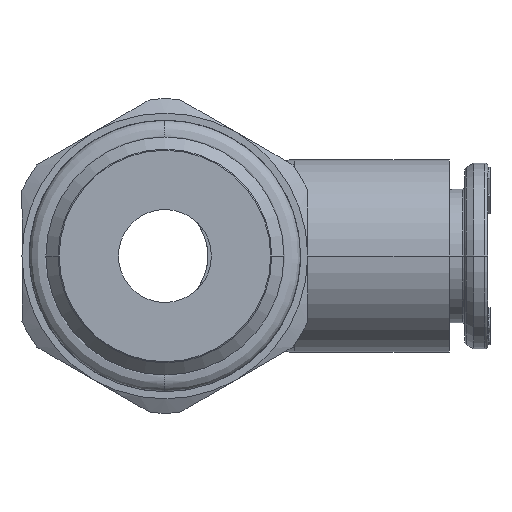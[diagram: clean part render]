
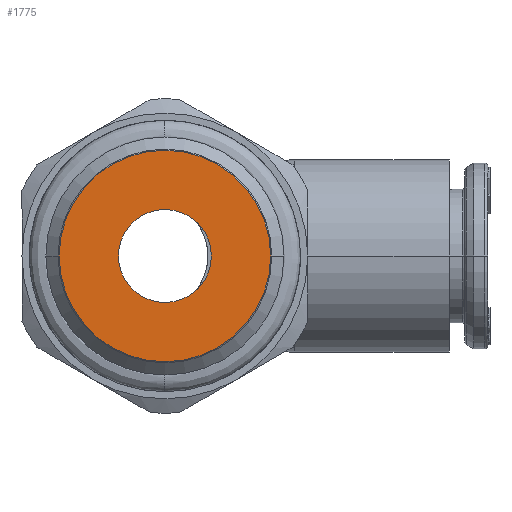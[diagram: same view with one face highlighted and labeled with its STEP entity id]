
A CAD part, left-side view. The second image highlights one B-rep face of the part: STEP entity #1775.
In plain terms, the highlighted planar face has unit normal (-1, 0, 0).
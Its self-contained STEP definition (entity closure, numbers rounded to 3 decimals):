
#1775=ADVANCED_FACE('',(#4814,#4815),#4816,.T.);
#4814=FACE_OUTER_BOUND('',#11154,.T.);
#4815=FACE_BOUND('',#11155,.T.);
#4816=PLANE('',#11156);
#11154=EDGE_LOOP('',(#22784,#22785));
#11155=EDGE_LOOP('',(#22786,#22787));
#11156=AXIS2_PLACEMENT_3D('',#22788,#22789,#22790);
#22784=ORIENTED_EDGE('',*,*,#27028,.F.);
#22785=ORIENTED_EDGE('',*,*,#27029,.F.);
#22786=ORIENTED_EDGE('',*,*,#27030,.F.);
#22787=ORIENTED_EDGE('',*,*,#27027,.F.);
#22788=CARTESIAN_POINT('',(-31.4,0.0,0.0));
#22789=DIRECTION('',(-1.0,0.0,0.0));
#22790=DIRECTION('',(0.0,0.0,-1.0));
#27027=EDGE_CURVE('',#33301,#33299,#33303,.T.);
#27028=EDGE_CURVE('',#33304,#33305,#33306,.T.);
#27029=EDGE_CURVE('',#33305,#33304,#33307,.T.);
#27030=EDGE_CURVE('',#33299,#33301,#33308,.T.);
#33299=VERTEX_POINT('',#45201);
#33301=VERTEX_POINT('',#45204);
#33303=CIRCLE('',#45207,3.25);
#33304=VERTEX_POINT('',#45208);
#33305=VERTEX_POINT('',#45209);
#33306=CIRCLE('',#45210,7.4);
#33307=CIRCLE('',#45211,7.4);
#33308=CIRCLE('',#45212,3.25);
#45201=CARTESIAN_POINT('',(-31.4,0.0,-3.25));
#45204=CARTESIAN_POINT('',(-31.4,0.0,3.25));
#45207=AXIS2_PLACEMENT_3D('',#50784,#50785,#50786);
#45208=CARTESIAN_POINT('',(-31.4,-7.4,0.0));
#45209=CARTESIAN_POINT('',(-31.4,7.4,0.0));
#45210=AXIS2_PLACEMENT_3D('',#50787,#50788,#50789);
#45211=AXIS2_PLACEMENT_3D('',#50790,#50791,#50792);
#45212=AXIS2_PLACEMENT_3D('',#50793,#50794,#50795);
#50784=CARTESIAN_POINT('',(-31.4,0.0,0.0));
#50785=DIRECTION('',(-1.0,0.0,0.0));
#50786=DIRECTION('',(0.0,0.0,1.0));
#50787=CARTESIAN_POINT('',(-31.4,0.0,0.0));
#50788=DIRECTION('',(1.0,0.0,0.0));
#50789=DIRECTION('',(0.0,-1.0,0.0));
#50790=CARTESIAN_POINT('',(-31.4,0.0,0.0));
#50791=DIRECTION('',(1.0,0.0,0.0));
#50792=DIRECTION('',(0.0,1.0,0.0));
#50793=CARTESIAN_POINT('',(-31.4,0.0,0.0));
#50794=DIRECTION('',(-1.0,0.0,0.0));
#50795=DIRECTION('',(0.0,0.0,-1.0));
